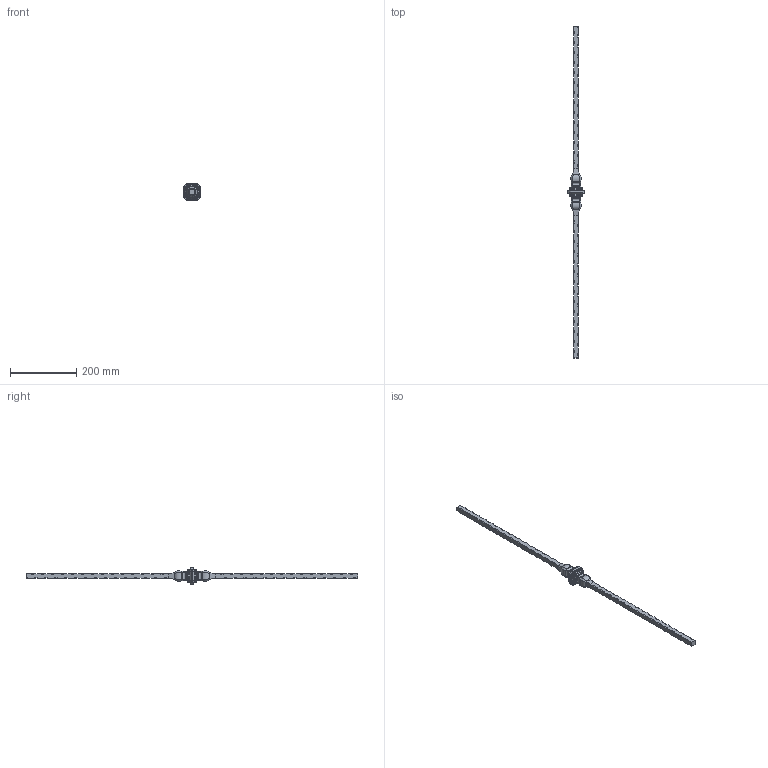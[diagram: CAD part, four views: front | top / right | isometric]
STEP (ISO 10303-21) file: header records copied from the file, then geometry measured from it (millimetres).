
FILE_DESCRIPTION (( 'STEP AP203' ), '1' );
FILE_NAME ('1267-M.step', '2023-06-23T07:49:53', ( '' ), ( '' ), 'SwSTEP 2.0', 'SolidWorks 2018', '' );
FILE_SCHEMA (( 'CONFIG_CONTROL_DESIGN' ));
Length unit declared in the file: millimetre
Products named in the file (1): 1267-M
Bounding box: 50 x 1000 x 50 mm (x, y, z)
Volume: 307855.3 mm3; surface area: 68114.2 mm2
Topology: 1 solids, 1 shells, 752 faces, 2185 edges, 1232 vertices
Faces by surface type: cylinder 222, plane 221, torus 178, bspline 131
Entity records: 27518 total; most frequent: CARTESIAN_POINT 10051, ORIENTED_EDGE 3918, DIRECTION 3305, EDGE_CURVE 1959, VERTEX_POINT 1232, AXIS2_PLACEMENT_3D 1170, LINE 965, VECTOR 965
